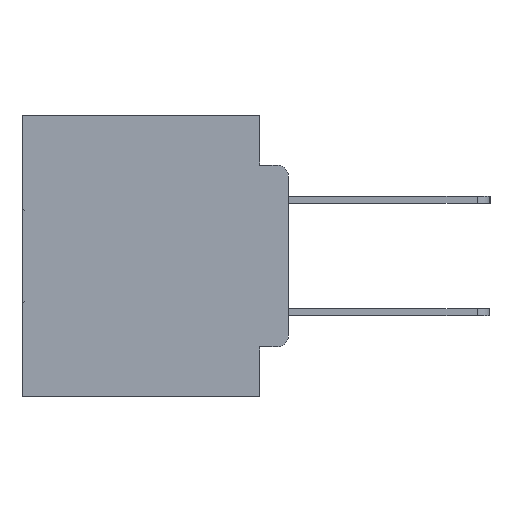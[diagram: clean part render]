
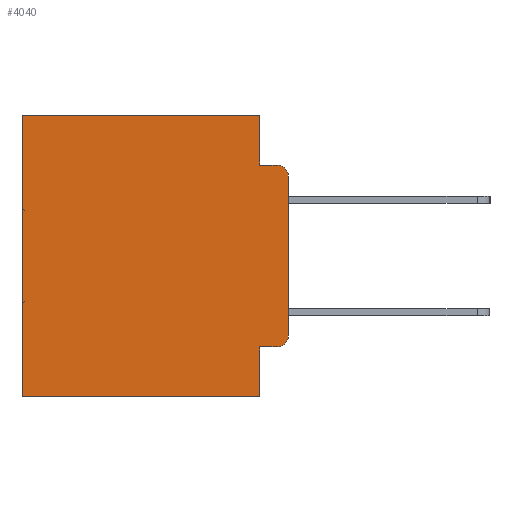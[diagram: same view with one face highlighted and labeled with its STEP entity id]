
A CAD part, left-side view. The second image highlights one B-rep face of the part: STEP entity #4040.
In plain terms, the highlighted planar face has unit normal (-1, 0, 0).
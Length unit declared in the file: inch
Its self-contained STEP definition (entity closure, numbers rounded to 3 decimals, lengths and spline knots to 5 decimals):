
#224 = CARTESIAN_POINT ( 'NONE',  ( 0.298, 0.051, -0.4115 ) ) ;
#257 = VERTEX_POINT ( 'NONE', #25090 ) ;
#604 = VERTEX_POINT ( 'NONE', #13857 ) ;
#646 = ORIENTED_EDGE ( 'NONE', *, *, #10187, .T. ) ;
#1019 = DIRECTION ( 'NONE',  ( 0., 0., -1. ) ) ;
#1364 = VERTEX_POINT ( 'NONE', #26669 ) ;
#2119 = VECTOR ( 'NONE', #29039, 39.37008 ) ;
#2173 = EDGE_CURVE ( 'NONE', #28458, #3508, #5779, .T. ) ;
#2232 = EDGE_LOOP ( 'NONE', ( #18932, #21018, #24659, #13946, #29496, #19286, #14718, #3944, #646, #27853 ) ) ;
#2486 = LINE ( 'NONE', #29222, #29307 ) ;
#2917 = EDGE_CURVE ( 'NONE', #32618, #3508, #24383, .T. ) ;
#3237 = CARTESIAN_POINT ( 'NONE',  ( 0.298, 0., -0.3915 ) ) ;
#3508 = VERTEX_POINT ( 'NONE', #3237 ) ;
#3944 = ORIENTED_EDGE ( 'NONE', *, *, #31742, .F. ) ;
#4040 = ADVANCED_FACE ( 'NONE', ( #19787 ), #25478, .F. ) ;
#4487 = DIRECTION ( 'NONE',  ( -1., 0., 0. ) ) ;
#5222 = VECTOR ( 'NONE', #10266, 39.37008 ) ;
#5230 = LINE ( 'NONE', #13274, #10671 ) ;
#5779 = CIRCLE ( 'NONE', #13208, 0.02 ) ;
#6909 = EDGE_CURVE ( 'NONE', #32618, #13390, #14813, .T. ) ;
#8248 = VERTEX_POINT ( 'NONE', #14804 ) ;
#8329 = EDGE_CURVE ( 'NONE', #604, #13390, #25898, .T. ) ;
#9910 = VECTOR ( 'NONE', #1019, 39.37008 ) ;
#9913 = VECTOR ( 'NONE', #20055, 39.37008 ) ;
#10015 = VECTOR ( 'NONE', #23719, 39.37008 ) ;
#10187 = EDGE_CURVE ( 'NONE', #8248, #28458, #10855, .T. ) ;
#10266 = DIRECTION ( 'NONE',  ( 0., -1., 0. ) ) ;
#10671 = VECTOR ( 'NONE', #10788, 39.37008 ) ;
#10788 = DIRECTION ( 'NONE',  ( 0., 0., -1. ) ) ;
#10855 = LINE ( 'NONE', #224, #10015 ) ;
#11362 = DIRECTION ( 'NONE',  ( 0., 0., -1. ) ) ;
#13208 = AXIS2_PLACEMENT_3D ( 'NONE', #14660, #23005, #22944 ) ;
#13274 = CARTESIAN_POINT ( 'NONE',  ( 0.298, 0.051, 0. ) ) ;
#13390 = VERTEX_POINT ( 'NONE', #23974 ) ;
#13857 = CARTESIAN_POINT ( 'NONE',  ( 0.298, 0.051, -0.0885 ) ) ;
#13877 = CARTESIAN_POINT ( 'NONE',  ( 0.298, 0.02, -0.4115 ) ) ;
#13892 = DIRECTION ( 'NONE',  ( 0., 1., 0. ) ) ;
#13946 = ORIENTED_EDGE ( 'NONE', *, *, #20012, .F. ) ;
#14660 = CARTESIAN_POINT ( 'NONE',  ( 0.298, 0.02, -0.3915 ) ) ;
#14718 = ORIENTED_EDGE ( 'NONE', *, *, #22791, .F. ) ;
#14804 = CARTESIAN_POINT ( 'NONE',  ( 0.298, 0.051, -0.4115 ) ) ;
#14813 = CIRCLE ( 'NONE', #32021, 0.02 ) ;
#16154 = CARTESIAN_POINT ( 'NONE',  ( 0.298, 0., -0.5 ) ) ;
#16754 = LINE ( 'NONE', #25114, #9913 ) ;
#16918 = LINE ( 'NONE', #16154, #2119 ) ;
#17083 = CARTESIAN_POINT ( 'NONE',  ( 0.298, 0., -0.1085 ) ) ;
#17678 = CARTESIAN_POINT ( 'NONE',  ( 0.298, 0.473, 0. ) ) ;
#18932 = ORIENTED_EDGE ( 'NONE', *, *, #2917, .F. ) ;
#19286 = ORIENTED_EDGE ( 'NONE', *, *, #24932, .T. ) ;
#19658 = AXIS2_PLACEMENT_3D ( 'NONE', #32205, #27713, #26121 ) ;
#19787 = FACE_OUTER_BOUND ( 'NONE', #2232, .T. ) ;
#20012 = EDGE_CURVE ( 'NONE', #29422, #604, #5230, .T. ) ;
#20055 = DIRECTION ( 'NONE',  ( 0., 0., -1. ) ) ;
#20101 = CARTESIAN_POINT ( 'NONE',  ( 0.298, 0.02, -0.1085 ) ) ;
#20276 = CARTESIAN_POINT ( 'NONE',  ( 0.298, 0.051, 0. ) ) ;
#21018 = ORIENTED_EDGE ( 'NONE', *, *, #6909, .T. ) ;
#22710 = DIRECTION ( 'NONE',  ( 0., 0., -1. ) ) ;
#22791 = EDGE_CURVE ( 'NONE', #257, #1364, #16918, .T. ) ;
#22944 = DIRECTION ( 'NONE',  ( 0., 0., -1. ) ) ;
#23005 = DIRECTION ( 'NONE',  ( -1., 0., 0. ) ) ;
#23455 = EDGE_CURVE ( 'NONE', #29422, #28133, #2486, .T. ) ;
#23719 = DIRECTION ( 'NONE',  ( 0., -1., 0. ) ) ;
#23974 = CARTESIAN_POINT ( 'NONE',  ( 0.298, 0.02, -0.0885 ) ) ;
#24383 = LINE ( 'NONE', #28031, #9910 ) ;
#24659 = ORIENTED_EDGE ( 'NONE', *, *, #8329, .F. ) ;
#24932 = EDGE_CURVE ( 'NONE', #28133, #1364, #16754, .T. ) ;
#25090 = CARTESIAN_POINT ( 'NONE',  ( 0.298, 0.051, -0.5 ) ) ;
#25114 = CARTESIAN_POINT ( 'NONE',  ( 0.298, 0.473, 0. ) ) ;
#25478 = PLANE ( 'NONE',  #19658 ) ;
#25898 = LINE ( 'NONE', #30791, #5222 ) ;
#26121 = DIRECTION ( 'NONE',  ( 0., 0., -1. ) ) ;
#26669 = CARTESIAN_POINT ( 'NONE',  ( 0.298, 0.473, -0.5 ) ) ;
#26707 = CARTESIAN_POINT ( 'NONE',  ( 0.298, 0.051, 0. ) ) ;
#27713 = DIRECTION ( 'NONE',  ( 1., 0., 0. ) ) ;
#27853 = ORIENTED_EDGE ( 'NONE', *, *, #2173, .T. ) ;
#28031 = CARTESIAN_POINT ( 'NONE',  ( 0.298, 0., 0. ) ) ;
#28133 = VERTEX_POINT ( 'NONE', #17678 ) ;
#28458 = VERTEX_POINT ( 'NONE', #13877 ) ;
#28829 = LINE ( 'NONE', #26707, #29635 ) ;
#29039 = DIRECTION ( 'NONE',  ( 0., 1., 0. ) ) ;
#29222 = CARTESIAN_POINT ( 'NONE',  ( 0.298, 0., 0. ) ) ;
#29307 = VECTOR ( 'NONE', #13892, 39.37008 ) ;
#29422 = VERTEX_POINT ( 'NONE', #20276 ) ;
#29496 = ORIENTED_EDGE ( 'NONE', *, *, #23455, .T. ) ;
#29635 = VECTOR ( 'NONE', #11362, 39.37008 ) ;
#30791 = CARTESIAN_POINT ( 'NONE',  ( 0.298, 0.051, -0.0885 ) ) ;
#31742 = EDGE_CURVE ( 'NONE', #8248, #257, #28829, .T. ) ;
#32021 = AXIS2_PLACEMENT_3D ( 'NONE', #20101, #4487, #22710 ) ;
#32205 = CARTESIAN_POINT ( 'NONE',  ( 0.298, 0., 0. ) ) ;
#32618 = VERTEX_POINT ( 'NONE', #17083 ) ;
